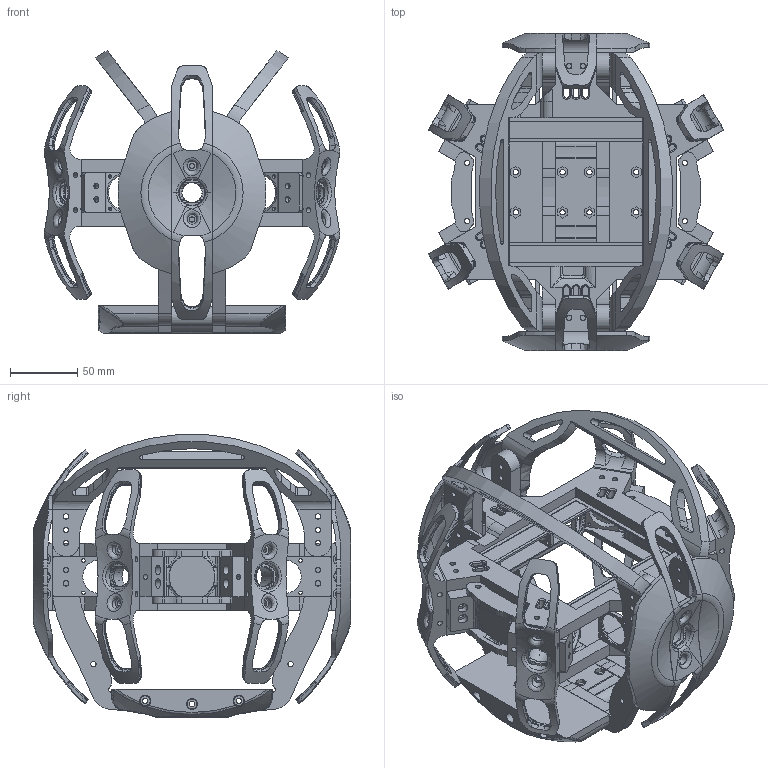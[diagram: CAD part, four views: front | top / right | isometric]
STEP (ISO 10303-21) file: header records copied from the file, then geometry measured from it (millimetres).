
FILE_DESCRIPTION(/* description */ (''),/* implementation_level */ '2;1');
FILE_NAME(/* name */ 'egg-shell.stp',/* time_stamp */ '2024-12-19T09:22:14-08:00',/* author */ ('generic'),/* organization */ (''),/* preprocessor_version */ 'ST-DEVELOPER v19.2',/* originating_system */ 'Autodesk Inventor 2024',/* authorisation */ '');
FILE_SCHEMA (('AUTOMOTIVE_DESIGN { 1 0 10303 214 3 1 1 }'));
Length unit declared in the file: millimetre
Products named in the file (15): Assembly3; camera-top-bracket; battery-top-tray; agx-top-strap; battery-stand; battery-strap; battery-corner-protect; camera-mount; smallface; largeface; smallface-eye; speaker-bracket; speaker-lock; wavesprint; simple-fan-holder
Assembly tree (45 placements, depth 2):
  Assembly3
    camera-top-bracket
    battery-top-tray
    battery-strap  x2
    agx-top-strap  x2
    speaker-bracket  x2
    speaker-lock  x4
    battery-stand
    smallface  x4
    largeface  x2
    smallface-eye  x4
    battery-corner-protect  x2
    camera-mount  x6
    wavesprint  x6
    simple-fan-holder  x8
Bounding box: 220.61 x 236.99 x 211.03 mm (x, y, z)
Volume: 975697.7 mm3; surface area: 451781.5 mm2
Topology: 45 solids, 45 shells, 2760 faces, 7261 edges, 4675 vertices
Faces by surface type: cylinder 993, plane 886, bspline 685, torus 116, sphere 40, cone 40
Full cylindrical faces by diameter (mm): 2.1 x24, 2.6 x32, 3.8 x104, 4 x99, 4.2 x16, 4.35 x36, 7.4 x40, 14 x4, 15 x6, 18 x6, 19 x6, 20 x6, 25 x14
Entity records: 43773 total; most frequent: CARTESIAN_POINT 15296, ORIENTED_EDGE 6034, DIRECTION 5347, EDGE_CURVE 3017, AXIS2_PLACEMENT_3D 1991, VERTEX_POINT 1939, EDGE_LOOP 1422, LINE 1365
